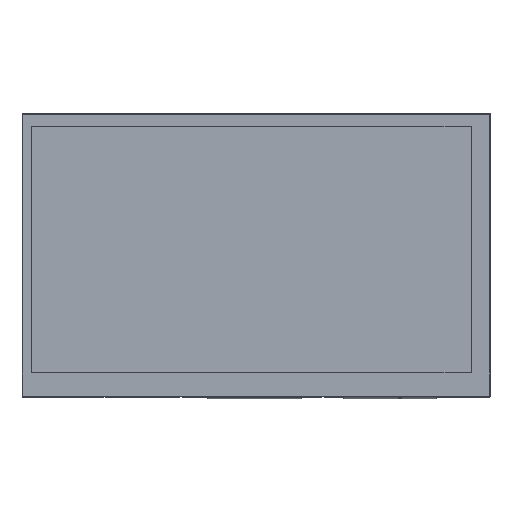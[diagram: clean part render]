
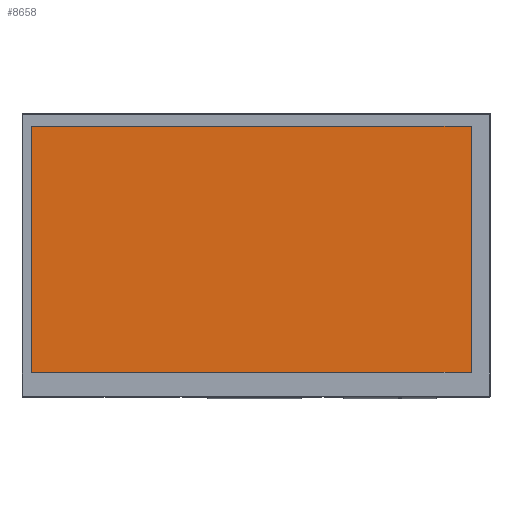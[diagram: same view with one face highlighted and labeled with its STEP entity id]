
A CAD part, top view. The second image highlights one B-rep face of the part: STEP entity #8658.
In plain terms, the highlighted planar face has unit normal (0, 0, 1).
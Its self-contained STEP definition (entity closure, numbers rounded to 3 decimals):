
#407=FACE_OUTER_BOUND('',#863,.T.);
#863=EDGE_LOOP('',(#5856,#5857,#5858,#5859));
#1337=LINE('',#12292,#2496);
#1341=LINE('',#12300,#2500);
#1344=LINE('',#12306,#2503);
#1347=LINE('',#12311,#2506);
#2496=VECTOR('',#10011,10.);
#2500=VECTOR('',#10017,10.);
#2503=VECTOR('',#10022,10.);
#2506=VECTOR('',#10027,10.);
#3643=VERTEX_POINT('',#12290);
#3644=VERTEX_POINT('',#12291);
#3647=VERTEX_POINT('',#12299);
#3649=VERTEX_POINT('',#12305);
#4503=EDGE_CURVE('',#3643,#3644,#1337,.T.);
#4507=EDGE_CURVE('',#3647,#3643,#1341,.T.);
#4510=EDGE_CURVE('',#3649,#3647,#1344,.T.);
#4513=EDGE_CURVE('',#3644,#3649,#1347,.T.);
#5856=ORIENTED_EDGE('',*,*,#4513,.F.);
#5857=ORIENTED_EDGE('',*,*,#4503,.F.);
#5858=ORIENTED_EDGE('',*,*,#4507,.F.);
#5859=ORIENTED_EDGE('',*,*,#4510,.F.);
#8253=PLANE('',#9348);
#8658=ADVANCED_FACE('',(#407),#8253,.T.);
#9348=AXIS2_PLACEMENT_3D('',#12314,#10031,#10032);
#10011=DIRECTION('',(0.,1.,0.));
#10017=DIRECTION('',(-1.,0.,0.));
#10022=DIRECTION('',(0.,-1.,0.));
#10027=DIRECTION('',(1.,0.,0.));
#10031=DIRECTION('center_axis',(0.,0.,1.));
#10032=DIRECTION('ref_axis',(1.,0.,0.));
#12290=CARTESIAN_POINT('',(-79.235,-41.285,1.1));
#12291=CARTESIAN_POINT('',(-79.235,45.435,1.1));
#12292=CARTESIAN_POINT('',(-79.235,-41.285,1.1));
#12299=CARTESIAN_POINT('',(75.775,-41.285,1.1));
#12300=CARTESIAN_POINT('',(75.775,-41.285,1.1));
#12305=CARTESIAN_POINT('',(75.775,45.435,1.1));
#12306=CARTESIAN_POINT('',(75.775,45.435,1.1));
#12311=CARTESIAN_POINT('',(-79.235,45.435,1.1));
#12314=CARTESIAN_POINT('Origin',(-1.73,2.075,1.1));
